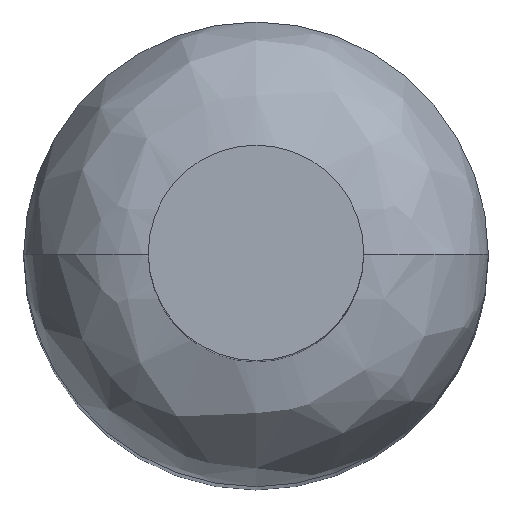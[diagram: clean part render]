
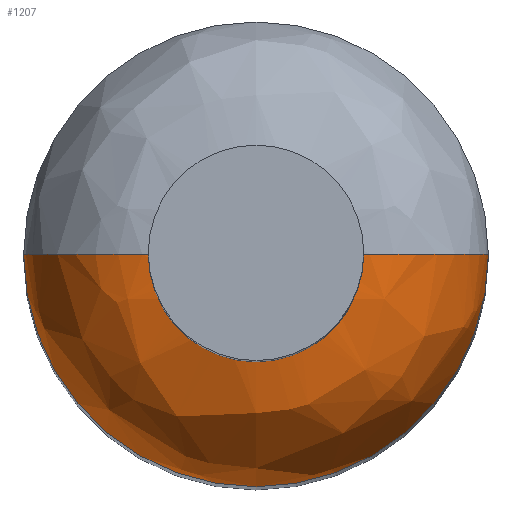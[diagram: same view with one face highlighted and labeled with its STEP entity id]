
A CAD part, top view. The second image highlights one B-rep face of the part: STEP entity #1207.
In plain terms, the highlighted free-form (B-spline) face has degree [3, 3] with [7, 4] control points.
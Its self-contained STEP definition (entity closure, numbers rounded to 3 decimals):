
#406=CARTESIAN_POINT('',(1.235,0.,28.));
#407=DIRECTION('',(0.,-1.,0.));
#408=DIRECTION('',(1.,0.,0.));
#409=AXIS2_PLACEMENT_3D('',#406,#407,#408);
#460=CARTESIAN_POINT('',(0.,0.,30.));
#461=DIRECTION('',(0.,0.,1.));
#462=DIRECTION('',(-1.,0.,0.));
#463=AXIS2_PLACEMENT_3D('',#460,#461,#462);
#468=CARTESIAN_POINT('',(0.,0.,28.));
#469=DIRECTION('',(0.,0.,-1.));
#470=DIRECTION('',(1.,0.,0.));
#471=AXIS2_PLACEMENT_3D('',#468,#469,#470);
#476=CARTESIAN_POINT('',(-1.235,0.,28.));
#477=DIRECTION('',(0.,1.,0.));
#478=DIRECTION('',(-1.,0.,0.));
#479=AXIS2_PLACEMENT_3D('',#476,#477,#478);
#718=CARTESIAN_POINT('',(-3.235,0.,
28.));
#719=VERTEX_POINT('',#718);
#720=CARTESIAN_POINT('',(3.235,0.,28.));
#721=VERTEX_POINT('',#720);
#735=CARTESIAN_POINT('',(1.235,0.,30.));
#736=CARTESIAN_POINT('',(-1.235,0.,30.));
#737=VERTEX_POINT('',#735);
#738=VERTEX_POINT('',#736);
#1172=CARTESIAN_POINT('',(-3.228,0.203,
27.937));
#1173=CARTESIAN_POINT('',(-3.266,0.205,
29.167));
#1174=CARTESIAN_POINT('',(-2.398,0.151,
30.038));
#1175=CARTESIAN_POINT('',(-1.17,0.074,
29.999));
#1176=CARTESIAN_POINT('',(-3.353,-1.783,
27.937));
#1177=CARTESIAN_POINT('',(-3.393,-1.805,
29.167));
#1178=CARTESIAN_POINT('',(-2.49,-1.325,
30.038));
#1179=CARTESIAN_POINT('',(-1.215,-0.646,
29.999));
#1180=CARTESIAN_POINT('',(-1.99,-3.234,
27.937));
#1181=CARTESIAN_POINT('',(-2.014,-3.273,
29.167));
#1182=CARTESIAN_POINT('',(-1.478,-2.402,
30.038));
#1183=CARTESIAN_POINT('',(-0.721,-1.172,
29.999));
#1184=CARTESIAN_POINT('',(0.,-3.234,
27.937));
#1185=CARTESIAN_POINT('',(0.,-3.273,
29.167));
#1186=CARTESIAN_POINT('',(0.,-2.402,
30.038));
#1187=CARTESIAN_POINT('',(0.,-1.172,
29.999));
#1188=CARTESIAN_POINT('',(1.99,-3.234,27.937));
#1189=CARTESIAN_POINT('',(2.014,-3.273,29.167));
#1190=CARTESIAN_POINT('',(1.478,-2.402,30.038));
#1191=CARTESIAN_POINT('',(0.721,-1.172,
29.999));
#1192=CARTESIAN_POINT('',(3.353,-1.783,27.937));
#1193=CARTESIAN_POINT('',(3.393,-1.805,29.167));
#1194=CARTESIAN_POINT('',(2.49,-1.325,30.038));
#1195=CARTESIAN_POINT('',(1.215,-0.646,
29.999));
#1196=CARTESIAN_POINT('',(3.228,0.203,27.937));
#1197=CARTESIAN_POINT('',(3.266,0.205,29.167));
#1198=CARTESIAN_POINT('',(2.398,0.151,30.038));
#1199=CARTESIAN_POINT('',(1.17,0.074,29.999));
#1200=(BOUNDED_SURFACE()B_SPLINE_SURFACE(3,3,((#1172,#1173,#1174,#1175),(#1176,
#1177,#1178,#1179),(#1180,#1181,#1182,#1183),(#1184,#1185,#1186,#1187),(#1188,
#1189,#1190,#1191),(#1192,#1193,#1194,#1195),(#1196,#1197,#1198,#1199)),
.UNSPECIFIED.,.F.,.F.,.F.)B_SPLINE_SURFACE_WITH_KNOTS((4,3,4),(4,4),(0.,1.,
2.),(0.,1.),.UNSPECIFIED.)GEOMETRIC_REPRESENTATION_ITEM()RATIONAL_B_SPLINE_SURFACE(((1.41,1.113,1.113,1.41),(
1.113,0.879,0.879,1.113),(
1.113,0.879,0.879,1.113),(
1.41,1.113,1.113,1.41),(
1.113,0.879,0.879,1.113),(
1.113,0.879,0.879,1.113),(
1.41,1.113,1.113,1.41)))REPRESENTATION_ITEM('')SURFACE());
#1201=ORIENTED_EDGE('',*,*,#1093,.T.);
#1202=ORIENTED_EDGE('',*,*,#1076,.F.);
#1203=ORIENTED_EDGE('',*,*,#973,.T.);
#1204=ORIENTED_EDGE('',*,*,#1073,.T.);
#1205=EDGE_LOOP('',(#1201,#1202,#1203,#1204));
#1206=FACE_OUTER_BOUND('',#1205,.F.);
#1207=ADVANCED_FACE('',(#1206),#1200,.T.);
#410=CIRCLE('',#409,2.);
#464=CIRCLE('',#463,1.235);
#472=CIRCLE('',#471,3.235);
#480=CIRCLE('',#479,2.);
#973=EDGE_CURVE('',#721,#719,#472,.T.);
#1073=EDGE_CURVE('',#719,#738,#480,.T.);
#1076=EDGE_CURVE('',#721,#737,#410,.T.);
#1093=EDGE_CURVE('',#738,#737,#464,.T.);
